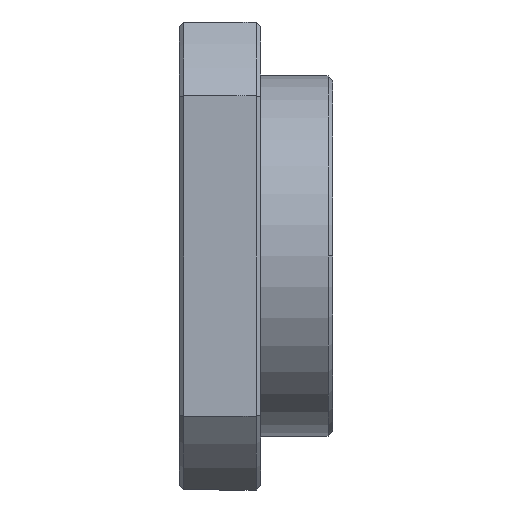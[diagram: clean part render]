
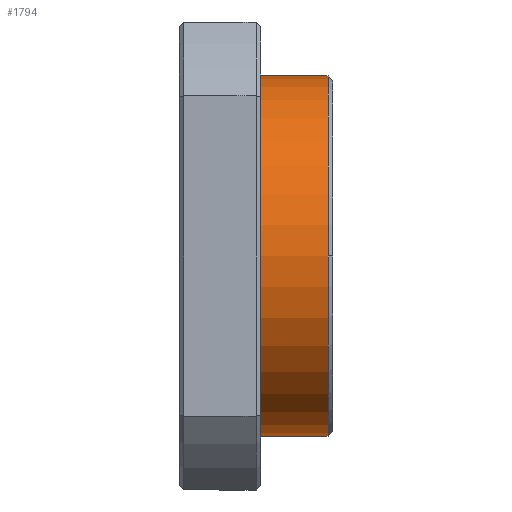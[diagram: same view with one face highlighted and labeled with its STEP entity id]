
A CAD part, front view. The second image highlights one B-rep face of the part: STEP entity #1794.
In plain terms, the highlighted cylindrical face has radius 20 mm (diameter 40 mm), a partial arc.
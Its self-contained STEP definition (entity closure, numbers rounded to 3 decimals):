
#844 = CARTESIAN_POINT ( 'NONE',  ( -14.871, 12.093, 0. ) ) ;
#1408 = ORIENTED_EDGE ( 'NONE', *, *, #11367, .T. ) ;
#1794 = ADVANCED_FACE ( 'NONE', ( #26633 ), #15296, .T. ) ;
#1978 = EDGE_CURVE ( 'NONE', #3068, #24808, #23441, .T. ) ;
#3068 = VERTEX_POINT ( 'NONE', #15191 ) ;
#3742 = CIRCLE ( 'NONE', #17924, 20. ) ;
#4879 = VECTOR ( 'NONE', #16900, 1000. ) ;
#5702 = CARTESIAN_POINT ( 'NONE',  ( -22.371, 32.093, 20. ) ) ;
#6257 = DIRECTION ( 'NONE',  ( 0., 0., 1. ) ) ;
#6279 = CARTESIAN_POINT ( 'NONE',  ( -14.871, 32.093, 0. ) ) ;
#6331 = VERTEX_POINT ( 'NONE', #10118 ) ;
#6583 = EDGE_LOOP ( 'NONE', ( #13129, #23044, #1408, #11020, #19458 ) ) ;
#9060 = EDGE_CURVE ( 'NONE', #12837, #6331, #24981, .T. ) ;
#9656 = CARTESIAN_POINT ( 'NONE',  ( -22.371, 32.093, 0. ) ) ;
#9675 = DIRECTION ( 'NONE',  ( -1., 0., 0. ) ) ;
#10118 = CARTESIAN_POINT ( 'NONE',  ( -22.371, 32.093, -20. ) ) ;
#11020 = ORIENTED_EDGE ( 'NONE', *, *, #21836, .T. ) ;
#11367 = EDGE_CURVE ( 'NONE', #24808, #12520, #3742, .T. ) ;
#12520 = VERTEX_POINT ( 'NONE', #26945 ) ;
#12837 = VERTEX_POINT ( 'NONE', #5702 ) ;
#13129 = ORIENTED_EDGE ( 'NONE', *, *, #16062, .F. ) ;
#13677 = LINE ( 'NONE', #14619, #4879 ) ;
#14407 = VECTOR ( 'NONE', #18226, 1000. ) ;
#14619 = CARTESIAN_POINT ( 'NONE',  ( -113.017, 32.093, 20. ) ) ;
#15191 = CARTESIAN_POINT ( 'NONE',  ( -14.871, 32.093, -20. ) ) ;
#15296 = CYLINDRICAL_SURFACE ( 'NONE', #15986, 20. ) ;
#15465 = LINE ( 'NONE', #27593, #14407 ) ;
#15986 = AXIS2_PLACEMENT_3D ( 'NONE', #18854, #9675, #25566 ) ;
#16062 = EDGE_CURVE ( 'NONE', #3068, #6331, #15465, .T. ) ;
#16900 = DIRECTION ( 'NONE',  ( -1., 0., 0. ) ) ;
#17820 = CARTESIAN_POINT ( 'NONE',  ( -14.871, 32.093, 0. ) ) ;
#17924 = AXIS2_PLACEMENT_3D ( 'NONE', #17820, #18427, #6257 ) ;
#18226 = DIRECTION ( 'NONE',  ( -1., 0., 0. ) ) ;
#18427 = DIRECTION ( 'NONE',  ( -1., 0., 0. ) ) ;
#18854 = CARTESIAN_POINT ( 'NONE',  ( -113.017, 32.093, 0. ) ) ;
#19458 = ORIENTED_EDGE ( 'NONE', *, *, #9060, .T. ) ;
#20683 = AXIS2_PLACEMENT_3D ( 'NONE', #9656, #25447, #25853 ) ;
#21836 = EDGE_CURVE ( 'NONE', #12520, #12837, #13677, .T. ) ;
#21907 = DIRECTION ( 'NONE',  ( -1., 0., 0. ) ) ;
#23044 = ORIENTED_EDGE ( 'NONE', *, *, #1978, .T. ) ;
#23441 = CIRCLE ( 'NONE', #23573, 20. ) ;
#23573 = AXIS2_PLACEMENT_3D ( 'NONE', #6279, #21907, #26557 ) ;
#24808 = VERTEX_POINT ( 'NONE', #844 ) ;
#24981 = CIRCLE ( 'NONE', #20683, 20. ) ;
#25447 = DIRECTION ( 'NONE',  ( 1., 0., 0. ) ) ;
#25566 = DIRECTION ( 'NONE',  ( 0., 0., 1. ) ) ;
#25853 = DIRECTION ( 'NONE',  ( 0., 0., 1. ) ) ;
#26557 = DIRECTION ( 'NONE',  ( 0., 0., 1. ) ) ;
#26633 = FACE_OUTER_BOUND ( 'NONE', #6583, .T. ) ;
#26945 = CARTESIAN_POINT ( 'NONE',  ( -14.871, 32.093, 20. ) ) ;
#27593 = CARTESIAN_POINT ( 'NONE',  ( -113.017, 32.093, -20. ) ) ;
